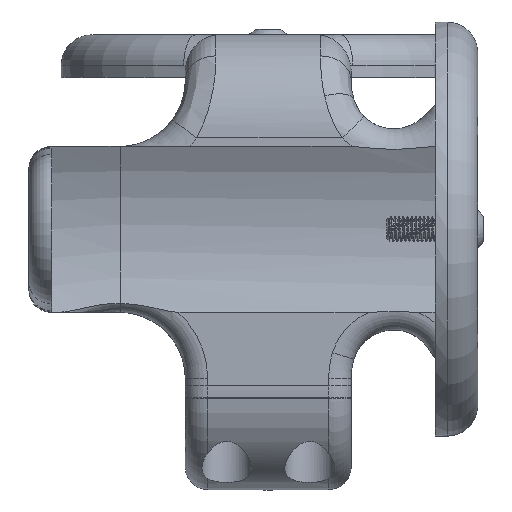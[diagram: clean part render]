
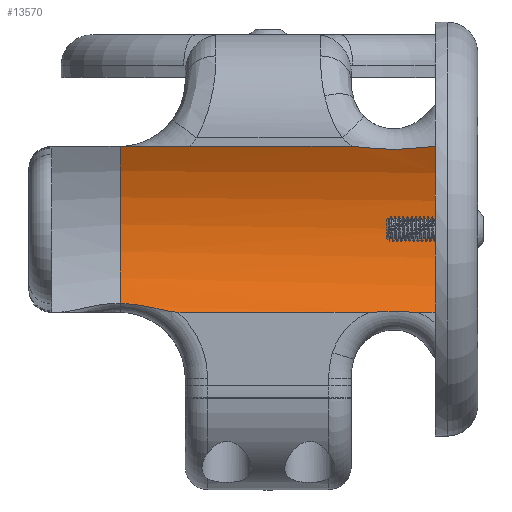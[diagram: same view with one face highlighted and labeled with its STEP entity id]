
A CAD part, top view. The second image highlights one B-rep face of the part: STEP entity #13570.
In plain terms, the highlighted cylindrical face has radius 20.47 mm (diameter 40.94 mm), a partial arc.
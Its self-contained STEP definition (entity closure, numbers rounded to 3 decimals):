
#701=B_SPLINE_CURVE_WITH_KNOTS('',3,(#26718,#26719,#26720,#26721),
 .UNSPECIFIED.,.F.,.F.,(4,4),(0.885,0.889),
 .UNSPECIFIED.);
#702=B_SPLINE_CURVE_WITH_KNOTS('',3,(#26725,#26726,#26727,#26728,#26729,
#26730,#26731,#26732,#26733,#26734),.UNSPECIFIED.,.F.,.F.,(4,2,2,2,4),(1.531,
1.576,1.798,2.043,2.22),
 .UNSPECIFIED.);
#703=B_SPLINE_CURVE_WITH_KNOTS('',3,(#26742,#26743,#26744,#26745,#26746,
#26747,#26748,#26749,#26750,#26751,#26752,#26753,#26754),.UNSPECIFIED.,
 .F.,.F.,(4,2,2,3,2,4),(2.438,2.52,2.738,
2.79,3.022,3.154),.UNSPECIFIED.);
#704=B_SPLINE_CURVE_WITH_KNOTS('',3,(#26762,#26763,#26764,#26765,#26766,
#26767,#26768,#26769,#26770,#26771,#26772,#26773,#26774,#26775,#26776,#26777),
 .UNSPECIFIED.,.F.,.F.,(4,2,2,2,2,2,2,4),(0.,0.164,0.281,
0.381,0.48,0.595,0.684,
0.767),.UNSPECIFIED.);
#1016=FACE_OUTER_BOUND('',#1786,.T.);
#1786=EDGE_LOOP('',(#9725,#9726,#9727,#9728,#9729,#9730,#9731,#9732,#9733,
#9734,#9735,#9736,#9737,#9738,#9739));
#2539=CIRCLE('',#14395,20.47);
#2554=CIRCLE('',#14428,20.47);
#3251=LINE('',#26604,#4416);
#3266=LINE('',#26717,#4431);
#3267=LINE('',#26723,#4432);
#3268=LINE('',#26736,#4433);
#3269=LINE('',#26738,#4434);
#3270=LINE('',#26740,#4435);
#3271=LINE('',#26756,#4436);
#3272=LINE('',#26760,#4437);
#3273=LINE('',#26778,#4438);
#4416=VECTOR('',#15962,10.);
#4431=VECTOR('',#16033,10.);
#4432=VECTOR('',#16034,10.);
#4433=VECTOR('',#16035,10.);
#4434=VECTOR('',#16036,10.);
#4435=VECTOR('',#16037,10.);
#4436=VECTOR('',#16038,10.);
#4437=VECTOR('',#16041,10.);
#4438=VECTOR('',#16042,10.);
#5701=VERTEX_POINT('',#26538);
#5702=VERTEX_POINT('',#26539);
#5713=VERTEX_POINT('',#26603);
#5734=VERTEX_POINT('',#26715);
#5735=VERTEX_POINT('',#26716);
#5736=VERTEX_POINT('',#26722);
#5737=VERTEX_POINT('',#26724);
#5738=VERTEX_POINT('',#26735);
#5739=VERTEX_POINT('',#26737);
#5740=VERTEX_POINT('',#26739);
#5741=VERTEX_POINT('',#26741);
#5742=VERTEX_POINT('',#26755);
#5743=VERTEX_POINT('',#26757);
#5744=VERTEX_POINT('',#26759);
#5745=VERTEX_POINT('',#26761);
#7194=EDGE_CURVE('',#5701,#5702,#2539,.T.);
#7207=EDGE_CURVE('',#5702,#5713,#3251,.T.);
#7241=EDGE_CURVE('',#5734,#5735,#3266,.T.);
#7242=EDGE_CURVE('',#5713,#5734,#701,.T.);
#7243=EDGE_CURVE('',#5736,#5701,#3267,.T.);
#7244=EDGE_CURVE('',#5737,#5736,#702,.T.);
#7245=EDGE_CURVE('',#5737,#5738,#3268,.T.);
#7246=EDGE_CURVE('',#5739,#5738,#3269,.T.);
#7247=EDGE_CURVE('',#5740,#5739,#3270,.F.);
#7248=EDGE_CURVE('',#5741,#5740,#703,.T.);
#7249=EDGE_CURVE('',#5742,#5741,#3271,.F.);
#7250=EDGE_CURVE('',#5743,#5742,#2554,.T.);
#7251=EDGE_CURVE('',#5743,#5744,#3272,.T.);
#7252=EDGE_CURVE('',#5745,#5744,#704,.T.);
#7253=EDGE_CURVE('',#5745,#5735,#3273,.T.);
#9725=ORIENTED_EDGE('',*,*,#7241,.F.);
#9726=ORIENTED_EDGE('',*,*,#7242,.F.);
#9727=ORIENTED_EDGE('',*,*,#7207,.F.);
#9728=ORIENTED_EDGE('',*,*,#7194,.F.);
#9729=ORIENTED_EDGE('',*,*,#7243,.F.);
#9730=ORIENTED_EDGE('',*,*,#7244,.F.);
#9731=ORIENTED_EDGE('',*,*,#7245,.T.);
#9732=ORIENTED_EDGE('',*,*,#7246,.F.);
#9733=ORIENTED_EDGE('',*,*,#7247,.F.);
#9734=ORIENTED_EDGE('',*,*,#7248,.F.);
#9735=ORIENTED_EDGE('',*,*,#7249,.F.);
#9736=ORIENTED_EDGE('',*,*,#7250,.F.);
#9737=ORIENTED_EDGE('',*,*,#7251,.T.);
#9738=ORIENTED_EDGE('',*,*,#7252,.F.);
#9739=ORIENTED_EDGE('',*,*,#7253,.T.);
#13172=CYLINDRICAL_SURFACE('',#14427,20.47);
#13570=ADVANCED_FACE('',(#1016),#13172,.F.);
#14395=AXIS2_PLACEMENT_3D('',#26540,#15947,#15948);
#14427=AXIS2_PLACEMENT_3D('',#26714,#16031,#16032);
#14428=AXIS2_PLACEMENT_3D('',#26758,#16039,#16040);
#15947=DIRECTION('center_axis',(1.,0.,0.));
#15948=DIRECTION('ref_axis',(0.,0.,1.));
#15962=DIRECTION('',(1.,0.,0.));
#16031=DIRECTION('center_axis',(-1.,0.,0.));
#16032=DIRECTION('ref_axis',(0.,0.,
-1.));
#16033=DIRECTION('',(1.,0.,0.));
#16034=DIRECTION('',(-1.,0.,0.));
#16035=DIRECTION('',(1.,0.,0.));
#16036=DIRECTION('',(-1.,0.,0.));
#16037=DIRECTION('',(1.,0.,0.));
#16038=DIRECTION('',(1.,0.,0.));
#16039=DIRECTION('center_axis',(-1.,0.,0.));
#16040=DIRECTION('ref_axis',(0.,0.,1.));
#16041=DIRECTION('',(-1.,0.,0.));
#16042=DIRECTION('',(-1.,0.,0.));
#26538=CARTESIAN_POINT('',(21.016,14.059,54.396));
#26539=CARTESIAN_POINT('',(21.016,33.,54.95));
#26540=CARTESIAN_POINT('Origin',(21.016,23.,72.811));
#26603=CARTESIAN_POINT('',(29.378,33.,54.95));
#26604=CARTESIAN_POINT('',(59.016,33.,54.95));
#26714=CARTESIAN_POINT('Origin',(59.016,23.,72.811));
#26715=CARTESIAN_POINT('',(29.425,33.,54.95));
#26716=CARTESIAN_POINT('',(48.887,33.,54.95));
#26717=CARTESIAN_POINT('',(53.952,33.,54.95));
#26718=CARTESIAN_POINT('Ctrl Pts',(29.378,33.,54.95));
#26719=CARTESIAN_POINT('Ctrl Pts',(29.393,33.,54.95));
#26720=CARTESIAN_POINT('Ctrl Pts',(29.409,33.,54.95));
#26721=CARTESIAN_POINT('Ctrl Pts',(29.425,33.,54.95));
#26722=CARTESIAN_POINT('',(21.116,14.059,54.396));
#26723=CARTESIAN_POINT('',(21.116,14.059,54.396));
#26724=CARTESIAN_POINT('',(27.993,13.,54.95));
#26725=CARTESIAN_POINT('Ctrl Pts',(27.993,13.,54.95));
#26726=CARTESIAN_POINT('Ctrl Pts',(27.877,13.,54.95));
#26727=CARTESIAN_POINT('Ctrl Pts',(27.762,13.006,54.946));
#26728=CARTESIAN_POINT('Ctrl Pts',(27.094,13.061,54.916));
#26729=CARTESIAN_POINT('Ctrl Pts',(26.449,13.205,54.835));
#26730=CARTESIAN_POINT('Ctrl Pts',(24.969,13.548,54.652));
#26731=CARTESIAN_POINT('Ctrl Pts',(24.119,13.751,54.549));
#26732=CARTESIAN_POINT('Ctrl Pts',(22.47,13.992,54.429));
#26733=CARTESIAN_POINT('Ctrl Pts',(21.797,14.049,54.401));
#26734=CARTESIAN_POINT('Ctrl Pts',(21.116,14.059,54.396));
#26735=CARTESIAN_POINT('',(28.887,13.,54.95));
#26736=CARTESIAN_POINT('',(59.016,13.,54.95));
#26737=CARTESIAN_POINT('',(48.887,13.,54.95));
#26738=CARTESIAN_POINT('',(59.016,13.,54.95));
#26739=CARTESIAN_POINT('',(51.104,13.,54.95));
#26740=CARTESIAN_POINT('',(59.016,13.,54.95));
#26741=CARTESIAN_POINT('',(56.929,13.,54.95));
#26742=CARTESIAN_POINT('Ctrl Pts',(56.929,13.,54.95));
#26743=CARTESIAN_POINT('Ctrl Pts',(56.759,13.,54.95));
#26744=CARTESIAN_POINT('Ctrl Pts',(56.58,13.004,54.947));
#26745=CARTESIAN_POINT('Ctrl Pts',(55.894,13.027,54.935));
#26746=CARTESIAN_POINT('Ctrl Pts',(55.264,13.063,54.914));
#26747=CARTESIAN_POINT('Ctrl Pts',(54.362,13.079,54.905));
#26748=CARTESIAN_POINT('Ctrl Pts',(54.19,13.081,54.905));
#26749=CARTESIAN_POINT('Ctrl Pts',(54.016,13.081,54.905));
#26750=CARTESIAN_POINT('Ctrl Pts',(53.242,13.081,54.905));
#26751=CARTESIAN_POINT('Ctrl Pts',(52.61,13.049,54.922));
#26752=CARTESIAN_POINT('Ctrl Pts',(51.695,13.011,54.943));
#26753=CARTESIAN_POINT('Ctrl Pts',(51.387,13.,54.95));
#26754=CARTESIAN_POINT('Ctrl Pts',(51.104,13.,54.95));
#26755=CARTESIAN_POINT('',(59.016,13.,54.95));
#26756=CARTESIAN_POINT('',(59.016,13.,54.95));
#26757=CARTESIAN_POINT('',(59.016,33.,54.95));
#26758=CARTESIAN_POINT('Origin',(59.016,23.,72.811));
#26759=CARTESIAN_POINT('',(59.005,33.,54.95));
#26760=CARTESIAN_POINT('',(59.016,33.,54.95));
#26761=CARTESIAN_POINT('',(49.028,33.,54.95));
#26762=CARTESIAN_POINT('Ctrl Pts',(49.028,33.,54.95));
#26763=CARTESIAN_POINT('Ctrl Pts',(49.576,33.,54.95));
#26764=CARTESIAN_POINT('Ctrl Pts',(50.203,32.929,54.91));
#26765=CARTESIAN_POINT('Ctrl Pts',(51.397,32.793,54.835));
#26766=CARTESIAN_POINT('Ctrl Pts',(51.936,32.732,54.802));
#26767=CARTESIAN_POINT('Ctrl Pts',(53.02,32.652,54.759));
#26768=CARTESIAN_POINT('Ctrl Pts',(53.504,32.632,54.749));
#26769=CARTESIAN_POINT('Ctrl Pts',(54.499,32.632,54.748));
#26770=CARTESIAN_POINT('Ctrl Pts',(54.982,32.65,54.758));
#26771=CARTESIAN_POINT('Ctrl Pts',(56.059,32.728,54.8));
#26772=CARTESIAN_POINT('Ctrl Pts',(56.539,32.782,54.829));
#26773=CARTESIAN_POINT('Ctrl Pts',(57.528,32.894,54.891));
#26774=CARTESIAN_POINT('Ctrl Pts',(57.757,32.921,54.906));
#26775=CARTESIAN_POINT('Ctrl Pts',(58.375,32.978,54.937));
#26776=CARTESIAN_POINT('Ctrl Pts',(58.7,33.,54.95));
#26777=CARTESIAN_POINT('Ctrl Pts',(59.005,33.,54.95));
#26778=CARTESIAN_POINT('',(59.016,33.,54.95));
